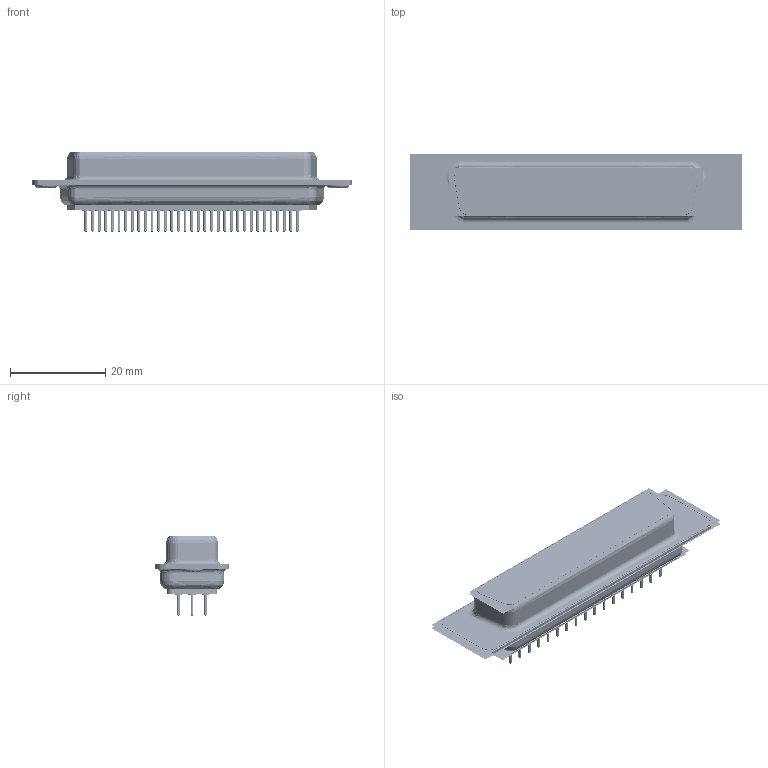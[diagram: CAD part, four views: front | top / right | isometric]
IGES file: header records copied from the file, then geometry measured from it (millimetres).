
Start section:  PTC IGES file: spc15379_asm.igs
Global section: file name: spc15379_asm.igs; native system: Pro/ENGINEER by Parametric Technology Corporation; preprocessor: 2009360; author: yang; organization: Unknown; date: 20150812.161518; units: millimetre
Bounding box: 69.58 x 16.02 x 16.69 mm (x, y, z)
Volume: 10074.8 mm3; surface area: 107858.4 mm2
Topology: 235 solids, 235 shells, 8376 faces, 39602 edges, 49962 vertices
Faces by surface type: revolution 6128, bspline 2248
